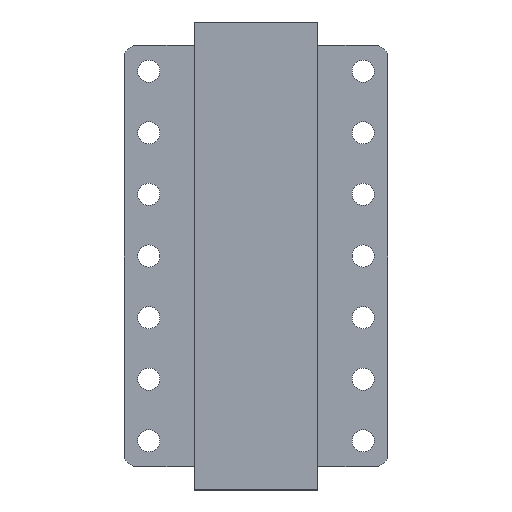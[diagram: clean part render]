
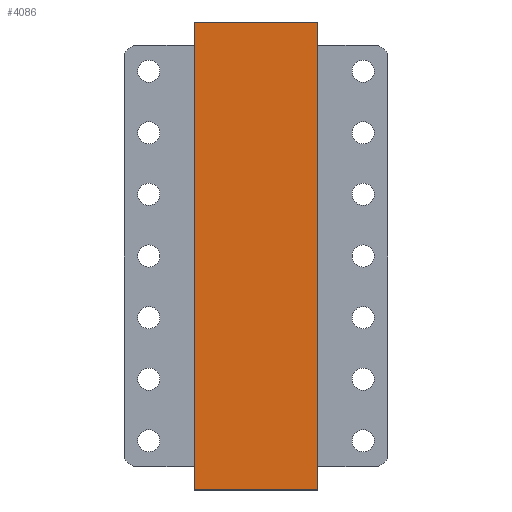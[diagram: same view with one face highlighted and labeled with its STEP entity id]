
A CAD part, front view. The second image highlights one B-rep face of the part: STEP entity #4086.
In plain terms, the highlighted planar face has unit normal (0, -1, 0).
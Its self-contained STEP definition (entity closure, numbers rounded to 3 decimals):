
#423 = VERTEX_POINT ( 'NONE', #843 ) ;
#510 = PLANE ( 'NONE',  #2108 ) ;
#526 = VECTOR ( 'NONE', #3529, 1000. ) ;
#593 = EDGE_CURVE ( 'NONE', #423, #2087, #4441, .T. ) ;
#639 = CARTESIAN_POINT ( 'NONE',  ( -25., -199.5, 105. ) ) ;
#653 = VERTEX_POINT ( 'NONE', #3999 ) ;
#782 = EDGE_CURVE ( 'NONE', #3995, #653, #1851, .T. ) ;
#843 = CARTESIAN_POINT ( 'NONE',  ( 25., -199.5, 105. ) ) ;
#1011 = LINE ( 'NONE', #639, #1221 ) ;
#1055 = EDGE_CURVE ( 'NONE', #2087, #653, #1011, .T. ) ;
#1221 = VECTOR ( 'NONE', #4901, 1000. ) ;
#1613 = CARTESIAN_POINT ( 'NONE',  ( 25., -199.5, 105. ) ) ;
#1851 = LINE ( 'NONE', #4536, #2166 ) ;
#1926 = ORIENTED_EDGE ( 'NONE', *, *, #3192, .T. ) ;
#2023 = CARTESIAN_POINT ( 'NONE',  ( 25., -199.5, 105. ) ) ;
#2087 = VERTEX_POINT ( 'NONE', #4185 ) ;
#2108 = AXIS2_PLACEMENT_3D ( 'NONE', #2023, #2433, #4337 ) ;
#2131 = CARTESIAN_POINT ( 'NONE',  ( 25., -199.5, 105. ) ) ;
#2166 = VECTOR ( 'NONE', #4588, 1000. ) ;
#2433 = DIRECTION ( 'NONE',  ( 0., -1., 0. ) ) ;
#2503 = EDGE_LOOP ( 'NONE', ( #3817, #4363, #1926, #3895 ) ) ;
#2731 = VECTOR ( 'NONE', #4027, 1000. ) ;
#3168 = LINE ( 'NONE', #1613, #526 ) ;
#3192 = EDGE_CURVE ( 'NONE', #423, #3995, #3168, .T. ) ;
#3529 = DIRECTION ( 'NONE',  ( 0., 0., 1. ) ) ;
#3817 = ORIENTED_EDGE ( 'NONE', *, *, #1055, .F. ) ;
#3895 = ORIENTED_EDGE ( 'NONE', *, *, #782, .T. ) ;
#3995 = VERTEX_POINT ( 'NONE', #4288 ) ;
#3999 = CARTESIAN_POINT ( 'NONE',  ( -25., -199.5, 295. ) ) ;
#4027 = DIRECTION ( 'NONE',  ( -1., 0., 0. ) ) ;
#4086 = ADVANCED_FACE ( 'NONE', ( #4659 ), #510, .T. ) ;
#4185 = CARTESIAN_POINT ( 'NONE',  ( -25., -199.5, 105. ) ) ;
#4288 = CARTESIAN_POINT ( 'NONE',  ( 25., -199.5, 295. ) ) ;
#4337 = DIRECTION ( 'NONE',  ( 0., 0., -1. ) ) ;
#4363 = ORIENTED_EDGE ( 'NONE', *, *, #593, .F. ) ;
#4441 = LINE ( 'NONE', #2131, #2731 ) ;
#4536 = CARTESIAN_POINT ( 'NONE',  ( 25., -199.5, 295. ) ) ;
#4588 = DIRECTION ( 'NONE',  ( -1., 0., 0. ) ) ;
#4659 = FACE_OUTER_BOUND ( 'NONE', #2503, .T. ) ;
#4901 = DIRECTION ( 'NONE',  ( 0., 0., 1. ) ) ;
